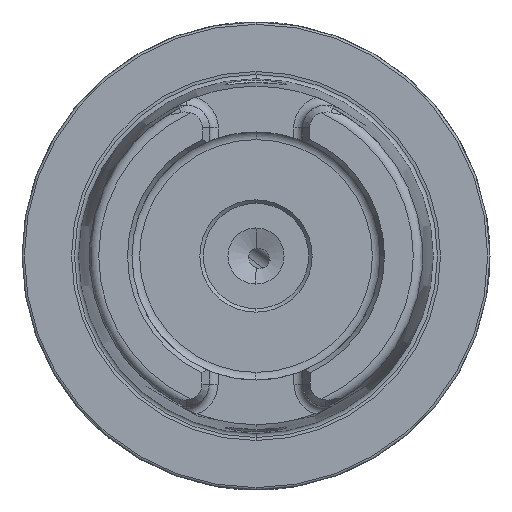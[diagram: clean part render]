
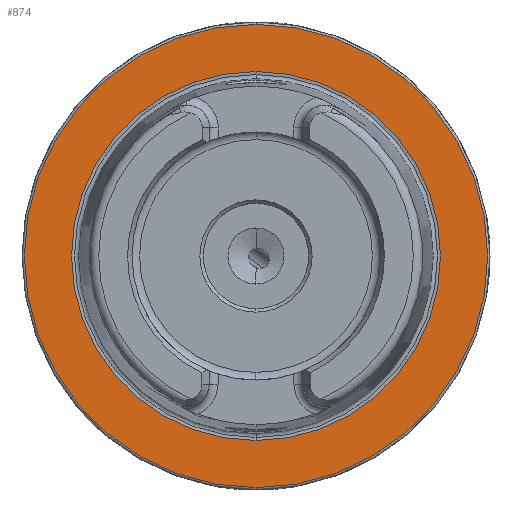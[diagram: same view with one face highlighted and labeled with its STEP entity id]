
A CAD part, left-side view. The second image highlights one B-rep face of the part: STEP entity #874.
In plain terms, the highlighted planar face has unit normal (-1, 0, 0).
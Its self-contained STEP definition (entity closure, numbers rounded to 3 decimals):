
#683 = EDGE_CURVE ( 'NONE', #5236, #13932, #13036, .T. ) ;
#831 = DIRECTION ( 'NONE',  ( 0., 0., 1. ) ) ;
#874 = ADVANCED_FACE ( 'NONE', ( #14191, #2892 ), #1534, .F. ) ;
#998 = AXIS2_PLACEMENT_3D ( 'NONE', #17622, #2975, #5664 ) ;
#1528 = CARTESIAN_POINT ( 'NONE',  ( 0., 0., 49.5 ) ) ;
#1534 = PLANE ( 'NONE',  #9544 ) ;
#1693 = AXIS2_PLACEMENT_3D ( 'NONE', #2253, #11008, #831 ) ;
#1725 = DIRECTION ( 'NONE',  ( 1., 0., 0. ) ) ;
#1938 = ORIENTED_EDGE ( 'NONE', *, *, #14836, .T. ) ;
#2253 = CARTESIAN_POINT ( 'NONE',  ( 0., 0., 0. ) ) ;
#2702 = CARTESIAN_POINT ( 'NONE',  ( 0., 0., -49.5 ) ) ;
#2892 = FACE_OUTER_BOUND ( 'NONE', #18476, .T. ) ;
#2975 = DIRECTION ( 'NONE',  ( -1., 0., 0. ) ) ;
#4390 = ORIENTED_EDGE ( 'NONE', *, *, #18968, .F. ) ;
#4538 = CIRCLE ( 'NONE', #15884, 39.414 ) ;
#5236 = VERTEX_POINT ( 'NONE', #1528 ) ;
#5659 = CARTESIAN_POINT ( 'NONE',  ( 0., 0., 0. ) ) ;
#5664 = DIRECTION ( 'NONE',  ( 0., 0., 1. ) ) ;
#5774 = ORIENTED_EDGE ( 'NONE', *, *, #683, .T. ) ;
#6166 = EDGE_LOOP ( 'NONE', ( #16376, #4390 ) ) ;
#6704 = VERTEX_POINT ( 'NONE', #7154 ) ;
#7154 = CARTESIAN_POINT ( 'NONE',  ( 0., 0., 39.414 ) ) ;
#7305 = EDGE_CURVE ( 'NONE', #6704, #18240, #16385, .T. ) ;
#8328 = DIRECTION ( 'NONE',  ( -1., 0., 0. ) ) ;
#9544 = AXIS2_PLACEMENT_3D ( 'NONE', #14865, #1725, #12038 ) ;
#10368 = DIRECTION ( 'NONE',  ( -1., 0., 0. ) ) ;
#11008 = DIRECTION ( 'NONE',  ( -1., 0., 0. ) ) ;
#12038 = DIRECTION ( 'NONE',  ( 0., 0., -1. ) ) ;
#13036 = CIRCLE ( 'NONE', #1693, 49.5 ) ;
#13140 = DIRECTION ( 'NONE',  ( 0., 0., 1. ) ) ;
#13565 = AXIS2_PLACEMENT_3D ( 'NONE', #15653, #8328, #18718 ) ;
#13932 = VERTEX_POINT ( 'NONE', #2702 ) ;
#14144 = CARTESIAN_POINT ( 'NONE',  ( 0., 0., -39.414 ) ) ;
#14191 = FACE_BOUND ( 'NONE', #6166, .T. ) ;
#14836 = EDGE_CURVE ( 'NONE', #13932, #5236, #15802, .T. ) ;
#14865 = CARTESIAN_POINT ( 'NONE',  ( 0., 49.5, 0. ) ) ;
#15653 = CARTESIAN_POINT ( 'NONE',  ( 0., 0., 0. ) ) ;
#15802 = CIRCLE ( 'NONE', #13565, 49.5 ) ;
#15884 = AXIS2_PLACEMENT_3D ( 'NONE', #5659, #10368, #13140 ) ;
#16376 = ORIENTED_EDGE ( 'NONE', *, *, #7305, .F. ) ;
#16385 = CIRCLE ( 'NONE', #998, 39.414 ) ;
#17622 = CARTESIAN_POINT ( 'NONE',  ( 0., 0., 0. ) ) ;
#18240 = VERTEX_POINT ( 'NONE', #14144 ) ;
#18476 = EDGE_LOOP ( 'NONE', ( #5774, #1938 ) ) ;
#18718 = DIRECTION ( 'NONE',  ( 0., 0., 1. ) ) ;
#18968 = EDGE_CURVE ( 'NONE', #18240, #6704, #4538, .T. ) ;
